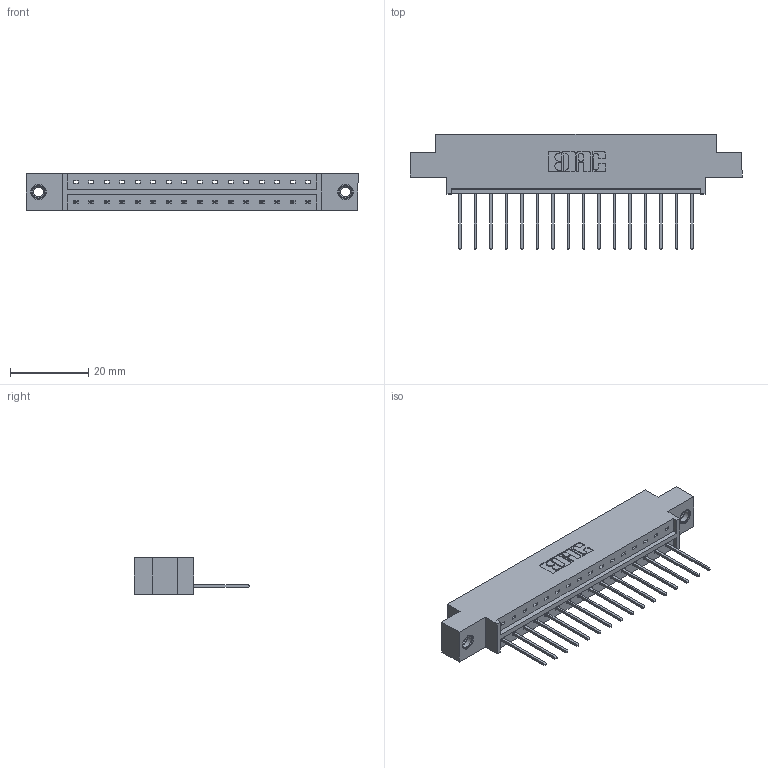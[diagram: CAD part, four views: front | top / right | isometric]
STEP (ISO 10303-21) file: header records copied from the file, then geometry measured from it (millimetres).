
FILE_DESCRIPTION (( 'STEP AP203' ), '1' );
FILE_NAME ('833-016-540-607.STEP', '2020-05-31T17:50:18', ( '' ), ( '' ), 'SwSTEP 2.0', 'SolidWorks 2020', '' );
FILE_SCHEMA (( 'CONFIG_CONTROL_DESIGN' ));
Length unit declared in the file: inch
Products named in the file (4): 833 Part_Offset - .156 Dia - TI; 345-250-001_345-250-005-103; 833-016-540-607; 345-292-001_345-293-140
Assembly tree (19 placements, depth 2):
  833-016-540-607
    833 Part_Offset - .156 Dia - TI
    345-292-001_345-293-140  x16
    345-250-001_345-250-005-103  x2
Bounding box: 84.94 x 29.47 x 9.4 mm (x, y, z)
Volume: 8103.9 mm3; surface area: 8995.3 mm2
Topology: 19 solids, 19 shells, 1106 faces, 3275 edges, 2154 vertices
Faces by surface type: plane 778, cylinder 312, cone 12, torus 4
Entity records: 14480 total; most frequent: CARTESIAN_POINT 2485, ORIENTED_EDGE 2430, DIRECTION 2181, EDGE_CURVE 1215, LINE 1067, VECTOR 1067, VERTEX_POINT 804, AXIS2_PLACEMENT_3D 557
